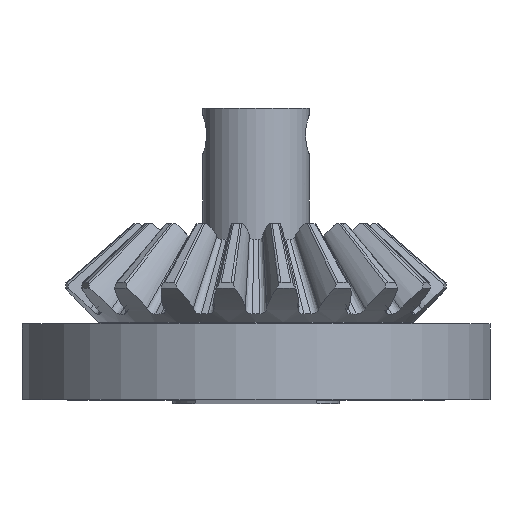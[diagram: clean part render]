
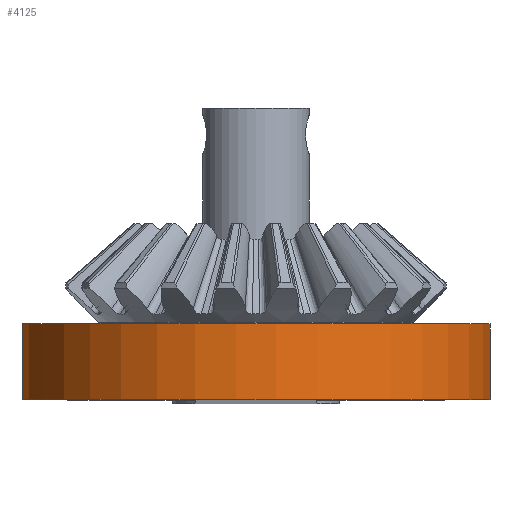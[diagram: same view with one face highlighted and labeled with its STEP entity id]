
A CAD part, top view. The second image highlights one B-rep face of the part: STEP entity #4125.
In plain terms, the highlighted cylindrical face has radius 15.5 mm (diameter 31 mm), a partial arc.
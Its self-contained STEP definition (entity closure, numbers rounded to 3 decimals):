
#708=LINE('',#13732,#869);
#709=LINE('',#13734,#870);
#869=VECTOR('',#4890,10.);
#870=VECTOR('',#4891,10.);
#905=CYLINDRICAL_SURFACE('',#4339,15.5);
#1130=FACE_OUTER_BOUND('',#1356,.T.);
#1356=EDGE_LOOP('',(#3836,#3837,#3838,#3839));
#1480=CIRCLE('',#4335,15.5);
#1483=CIRCLE('',#4340,15.5);
#1912=VERTEX_POINT('',#13718);
#1913=VERTEX_POINT('',#13719);
#1917=VERTEX_POINT('',#13731);
#1918=VERTEX_POINT('',#13733);
#2556=EDGE_CURVE('',#1912,#1913,#1480,.F.);
#2562=EDGE_CURVE('',#1917,#1913,#708,.F.);
#2563=EDGE_CURVE('',#1912,#1918,#709,.F.);
#2564=EDGE_CURVE('',#1917,#1918,#1483,.F.);
#3836=ORIENTED_EDGE('',*,*,#2562,.T.);
#3837=ORIENTED_EDGE('',*,*,#2556,.F.);
#3838=ORIENTED_EDGE('',*,*,#2563,.T.);
#3839=ORIENTED_EDGE('',*,*,#2564,.F.);
#4125=ADVANCED_FACE('',(#1130),#905,.T.);
#4335=AXIS2_PLACEMENT_3D('',#13720,#4877,#4878);
#4339=AXIS2_PLACEMENT_3D('',#13730,#4888,#4889);
#4340=AXIS2_PLACEMENT_3D('',#13735,#4892,#4893);
#4877=DIRECTION('center_axis',(0.,-1.,0.));
#4878=DIRECTION('ref_axis',(1.,0.,0.));
#4888=DIRECTION('center_axis',(0.,1.,0.));
#4889=DIRECTION('ref_axis',(0.,0.,1.));
#4890=DIRECTION('',(0.,-1.,0.));
#4891=DIRECTION('',(0.,1.,0.));
#4892=DIRECTION('center_axis',(0.,1.,0.));
#4893=DIRECTION('ref_axis',(1.,0.,0.));
#13718=CARTESIAN_POINT('',(236.196,-16.815,-217.99));
#13719=CARTESIAN_POINT('',(244.196,-16.815,-217.99));
#13720=CARTESIAN_POINT('Origin',(240.196,-16.815,-203.015));
#13730=CARTESIAN_POINT('Origin',(240.196,-19.815,-203.015));
#13731=CARTESIAN_POINT('',(244.196,-21.815,-217.99));
#13732=CARTESIAN_POINT('',(244.196,-19.815,-217.99));
#13733=CARTESIAN_POINT('',(236.196,-21.815,-217.99));
#13734=CARTESIAN_POINT('',(236.196,-19.815,-217.99));
#13735=CARTESIAN_POINT('Origin',(240.196,-21.815,-203.015));
